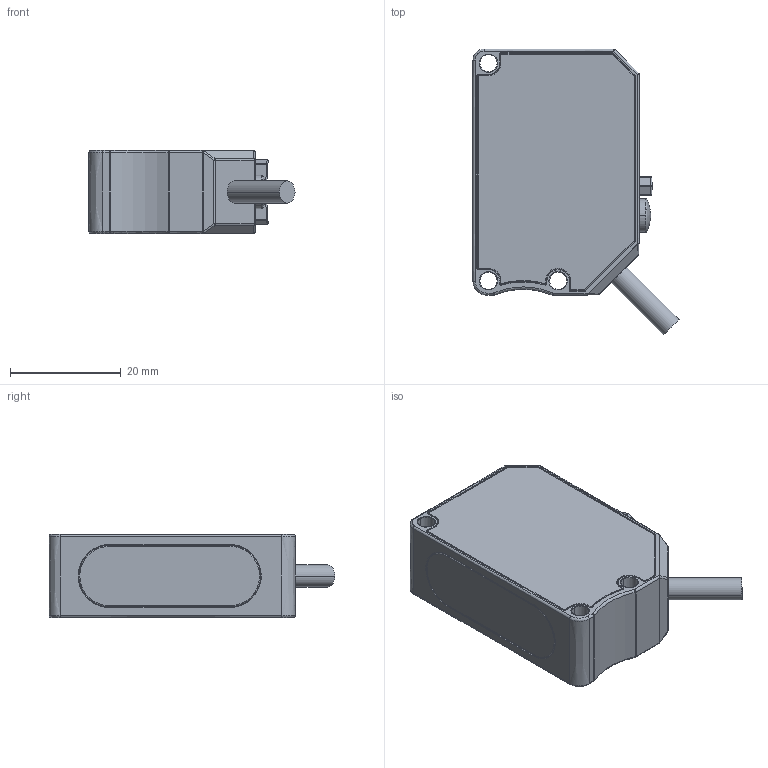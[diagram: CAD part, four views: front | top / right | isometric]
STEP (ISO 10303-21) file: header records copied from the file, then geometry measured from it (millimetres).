
FILE_DESCRIPTION (( 'STEP AP214' ), '1' );
FILE_NAME ('ESC-18N.STEP', '2015-07-31T06:36:22', ( '' ), ( '' ), 'SwSTEP 2.0', 'SolidWorks 2013', '' );
FILE_SCHEMA (( 'AUTOMOTIVE_DESIGN' ));
Length unit declared in the file: millimetre
Products named in the file (1): ESC-18N
Bounding box: 37.15 x 51.55 x 15 mm (x, y, z)
Volume: 19015.3 mm3; surface area: 5755.5 mm2
Topology: 1 solids, 1 shells, 398 faces, 974 edges, 557 vertices
Faces by surface type: bspline 156, cylinder 137, plane 105
Entity records: 15870 total; most frequent: CARTESIAN_POINT 7500, ORIENTED_EDGE 1880, DIRECTION 1518, EDGE_CURVE 940, VERTEX_POINT 557, AXIS2_PLACEMENT_3D 551, EDGE_LOOP 417, VECTOR 416
